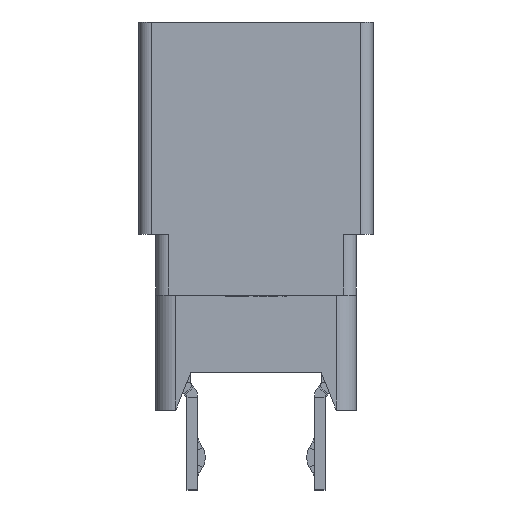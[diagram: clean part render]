
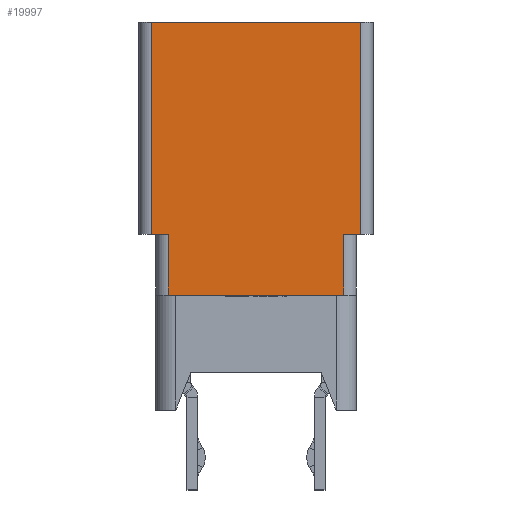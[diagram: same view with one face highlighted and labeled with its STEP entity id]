
A CAD part, left-side view. The second image highlights one B-rep face of the part: STEP entity #19997.
In plain terms, the highlighted planar face has unit normal (-1, 0, 0).
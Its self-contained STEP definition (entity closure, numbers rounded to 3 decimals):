
#1466=DIRECTION('',(0.,0.,-1.));
#1467=VECTOR('',#1466,2.42);
#1468=CARTESIAN_POINT('',(-43.93,-3.5,7.01));
#1469=LINE('',#1468,#1467);
#1470=DIRECTION('',(0.,1.,0.));
#1471=VECTOR('',#1470,7.);
#1472=CARTESIAN_POINT('',(-43.93,-3.5,4.59));
#1473=LINE('',#1472,#1471);
#1474=DIRECTION('',(0.,0.,1.));
#1475=VECTOR('',#1474,2.42);
#1476=CARTESIAN_POINT('',(-43.93,3.5,4.59));
#1477=LINE('',#1476,#1475);
#1478=DIRECTION('',(0.,1.,0.));
#1479=VECTOR('',#1478,0.675);
#1480=CARTESIAN_POINT('',(-43.93,3.5,7.01));
#1481=LINE('',#1480,#1479);
#1482=DIRECTION('',(0.,0.,1.));
#1483=VECTOR('',#1482,8.48);
#1484=CARTESIAN_POINT('',(-43.93,-4.175,7.01));
#1485=LINE('',#1484,#1483);
#1496=DIRECTION('',(0.,1.,0.));
#1497=VECTOR('',#1496,8.35);
#1498=CARTESIAN_POINT('',(-43.93,-4.175,15.49));
#1499=LINE('',#1498,#1497);
#1541=DIRECTION('',(0.,-1.,0.));
#1542=VECTOR('',#1541,0.675);
#1543=CARTESIAN_POINT('',(-43.93,-3.5,7.01));
#1544=LINE('',#1543,#1542);
#1598=DIRECTION('',(0.,0.,-1.));
#1599=VECTOR('',#1598,8.48);
#1600=CARTESIAN_POINT('',(-43.93,4.175,15.49));
#1601=LINE('',#1600,#1599);
#14914=CARTESIAN_POINT('',(-43.93,3.5,7.01));
#14915=VERTEX_POINT('',#14914);
#14923=CARTESIAN_POINT('',(-43.93,4.175,7.01));
#14925=VERTEX_POINT('',#14923);
#14964=CARTESIAN_POINT('',(-43.93,-3.5,7.01));
#14965=VERTEX_POINT('',#14964);
#14966=CARTESIAN_POINT('',(-43.93,-3.5,4.59));
#14967=VERTEX_POINT('',#14966);
#14968=CARTESIAN_POINT('',(-43.93,3.5,4.59));
#14969=VERTEX_POINT('',#14968);
#15078=CARTESIAN_POINT('',(-43.93,-4.175,7.01));
#15079=CARTESIAN_POINT('',(-43.93,-4.175,15.49));
#15080=VERTEX_POINT('',#15078);
#15081=VERTEX_POINT('',#15079);
#15088=CARTESIAN_POINT('',(-43.93,4.175,15.49));
#15089=VERTEX_POINT('',#15088);
#19978=CARTESIAN_POINT('',(-43.93,0.,10.04));
#19979=DIRECTION('',(1.,0.,0.));
#19980=DIRECTION('',(0.,-1.,0.));
#19981=AXIS2_PLACEMENT_3D('',#19978,#19979,#19980);
#19982=PLANE('',#19981);
#19984=ORIENTED_EDGE('',*,*,#19983,.F.);
#19986=ORIENTED_EDGE('',*,*,#19985,.F.);
#19987=ORIENTED_EDGE('',*,*,#19715,.T.);
#19988=ORIENTED_EDGE('',*,*,#19737,.T.);
#19989=ORIENTED_EDGE('',*,*,#19544,.T.);
#19990=ORIENTED_EDGE('',*,*,#19567,.T.);
#19992=ORIENTED_EDGE('',*,*,#19991,.F.);
#19994=ORIENTED_EDGE('',*,*,#19993,.F.);
#19995=EDGE_LOOP('',(#19984,#19986,#19987,#19988,#19989,#19990,#19992,#19994));
#19996=FACE_OUTER_BOUND('',#19995,.F.);
#19997=ADVANCED_FACE('',(#19996),#19982,.F.);
#19544=EDGE_CURVE('',#14969,#14915,#1477,.T.);
#19567=EDGE_CURVE('',#14915,#14925,#1481,.T.);
#19715=EDGE_CURVE('',#14965,#14967,#1469,.T.);
#19737=EDGE_CURVE('',#14967,#14969,#1473,.T.);
#19983=EDGE_CURVE('',#15080,#15081,#1485,.T.);
#19985=EDGE_CURVE('',#14965,#15080,#1544,.T.);
#19991=EDGE_CURVE('',#15089,#14925,#1601,.T.);
#19993=EDGE_CURVE('',#15081,#15089,#1499,.T.);
